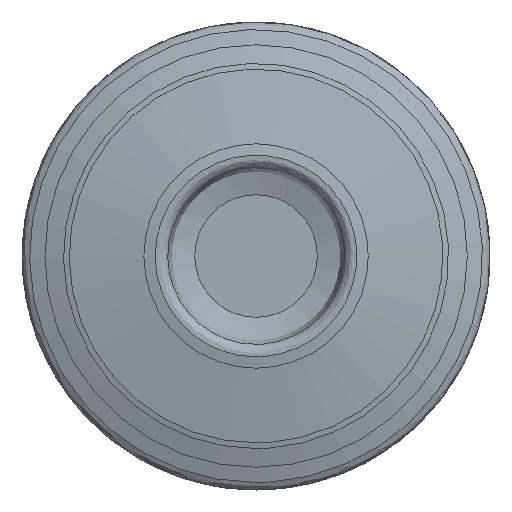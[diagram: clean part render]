
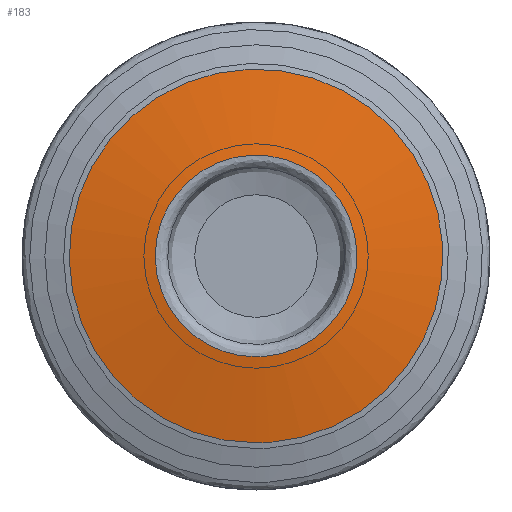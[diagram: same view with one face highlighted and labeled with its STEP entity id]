
A CAD part, left-side view. The second image highlights one B-rep face of the part: STEP entity #183.
In plain terms, the highlighted face is a revolution surface.
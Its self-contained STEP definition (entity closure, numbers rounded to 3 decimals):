
#37=SURFACE_OF_REVOLUTION('',#69,#53);
#53=AXIS1_PLACEMENT('',#604,#504);
#69=LINE('',#603,#77);
#77=VECTOR('',#503,3.945);
#138=FACE_BOUND('',#227,.T.);
#139=FACE_BOUND('',#228,.T.);
#183=ADVANCED_FACE('',(#138,#139),#37,.F.);
#227=EDGE_LOOP('',(#283));
#228=EDGE_LOOP('',(#284));
#283=ORIENTED_EDGE('',*,*,#355,.T.);
#284=ORIENTED_EDGE('',*,*,#356,.F.);
#327=VERTEX_POINT('',#600);
#328=VERTEX_POINT('',#602);
#355=EDGE_CURVE('',#327,#327,#383,.T.);
#356=EDGE_CURVE('',#328,#328,#384,.T.);
#383=CIRCLE('',#428,4.526);
#384=CIRCLE('',#429,8.385);
#428=AXIS2_PLACEMENT_3D('',#599,#499,#500);
#429=AXIS2_PLACEMENT_3D('',#601,#501,#502);
#499=DIRECTION('',(1.,0.,0.));
#500=DIRECTION('',(0.,0.,-1.));
#501=DIRECTION('',(1.,0.,0.));
#502=DIRECTION('',(0.,0.,-1.));
#503=DIRECTION('',(-0.173,0.983,0.067));
#504=DIRECTION('',(1.,0.,0.));
#599=CARTESIAN_POINT('',(0.022,0.,0.));
#600=CARTESIAN_POINT('',(0.022,0.,-4.526));
#601=CARTESIAN_POINT('',(0.705,0.,0.));
#602=CARTESIAN_POINT('',(0.705,0.,-8.385));
#603=CARTESIAN_POINT('',(0.705,-8.384,0.152));
#604=CARTESIAN_POINT('',(0.,0.,0.));
